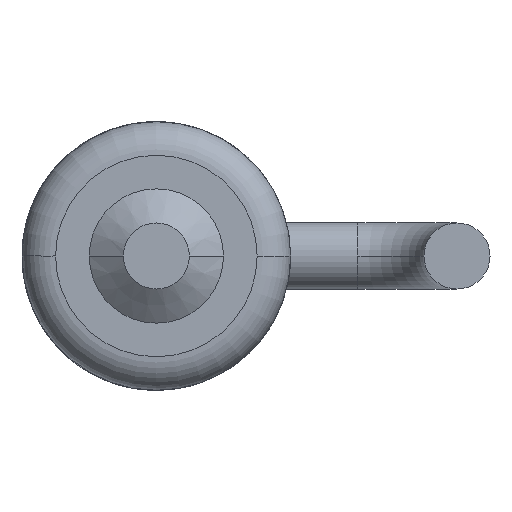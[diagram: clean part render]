
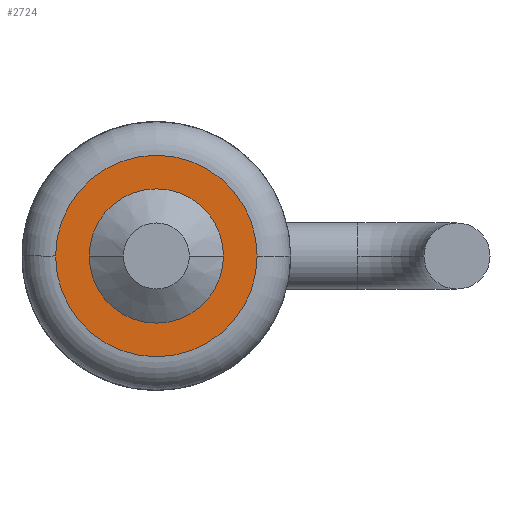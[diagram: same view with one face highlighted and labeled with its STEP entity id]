
A CAD part, front view. The second image highlights one B-rep face of the part: STEP entity #2724.
In plain terms, the highlighted planar face has unit normal (0, -1, 0).
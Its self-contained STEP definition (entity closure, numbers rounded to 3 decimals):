
#12 = CARTESIAN_POINT ( 'NONE',  ( 0., 1.21, 0. ) ) ;
#127 = CARTESIAN_POINT ( 'NONE',  ( 0.568, 1.21, 0. ) ) ;
#139 = DIRECTION ( 'NONE',  ( 0., -1., 0. ) ) ;
#195 = ORIENTED_EDGE ( 'NONE', *, *, #1212, .F. ) ;
#202 = DIRECTION ( 'NONE',  ( -1., 0., 0. ) ) ;
#214 = CARTESIAN_POINT ( 'NONE',  ( 0., 1.21, 0. ) ) ;
#251 = AXIS2_PLACEMENT_3D ( 'NONE', #2122, #139, #415 ) ;
#268 = CIRCLE ( 'NONE', #1993, 0.851 ) ;
#415 = DIRECTION ( 'NONE',  ( 1., 0., 0. ) ) ;
#554 = CARTESIAN_POINT ( 'NONE',  ( 0.851, 1.21, 0. ) ) ;
#597 = CIRCLE ( 'NONE', #3115, 0.851 ) ;
#701 = CIRCLE ( 'NONE', #1281, 0.568 ) ;
#808 = DIRECTION ( 'NONE',  ( 0., 1., 0. ) ) ;
#853 = AXIS2_PLACEMENT_3D ( 'NONE', #3247, #808, #202 ) ;
#965 = EDGE_CURVE ( 'NONE', #4144, #3690, #4352, .T. ) ;
#1212 = EDGE_CURVE ( 'NONE', #3690, #4144, #701, .T. ) ;
#1281 = AXIS2_PLACEMENT_3D ( 'NONE', #214, #2948, #2568 ) ;
#1344 = CARTESIAN_POINT ( 'NONE',  ( 0., 1.21, 0. ) ) ;
#1419 = CARTESIAN_POINT ( 'NONE',  ( -0.568, 1.21, 0. ) ) ;
#1477 = FACE_OUTER_BOUND ( 'NONE', #1672, .T. ) ;
#1527 = VERTEX_POINT ( 'NONE', #3522 ) ;
#1594 = EDGE_CURVE ( 'NONE', #1984, #1527, #268, .T. ) ;
#1628 = DIRECTION ( 'NONE',  ( 0., -1., 0. ) ) ;
#1672 = EDGE_LOOP ( 'NONE', ( #4433, #4175 ) ) ;
#1762 = DIRECTION ( 'NONE',  ( 1., 0., 0. ) ) ;
#1984 = VERTEX_POINT ( 'NONE', #554 ) ;
#1993 = AXIS2_PLACEMENT_3D ( 'NONE', #12, #2759, #1762 ) ;
#2046 = EDGE_LOOP ( 'NONE', ( #2284, #195 ) ) ;
#2081 = FACE_BOUND ( 'NONE', #2046, .T. ) ;
#2122 = CARTESIAN_POINT ( 'NONE',  ( 0., 1.21, 0. ) ) ;
#2284 = ORIENTED_EDGE ( 'NONE', *, *, #965, .F. ) ;
#2568 = DIRECTION ( 'NONE',  ( 1., 0., 0. ) ) ;
#2667 = DIRECTION ( 'NONE',  ( 1., 0., 0. ) ) ;
#2724 = ADVANCED_FACE ( 'NONE', ( #2081, #1477 ), #2835, .F. ) ;
#2759 = DIRECTION ( 'NONE',  ( 0., -1., 0. ) ) ;
#2835 = PLANE ( 'NONE',  #853 ) ;
#2948 = DIRECTION ( 'NONE',  ( 0., -1., 0. ) ) ;
#3115 = AXIS2_PLACEMENT_3D ( 'NONE', #1344, #1628, #2667 ) ;
#3247 = CARTESIAN_POINT ( 'NONE',  ( -0.851, 1.21, 0. ) ) ;
#3522 = CARTESIAN_POINT ( 'NONE',  ( -0.851, 1.21, 0. ) ) ;
#3690 = VERTEX_POINT ( 'NONE', #1419 ) ;
#4144 = VERTEX_POINT ( 'NONE', #127 ) ;
#4175 = ORIENTED_EDGE ( 'NONE', *, *, #4383, .T. ) ;
#4352 = CIRCLE ( 'NONE', #251, 0.568 ) ;
#4383 = EDGE_CURVE ( 'NONE', #1527, #1984, #597, .T. ) ;
#4433 = ORIENTED_EDGE ( 'NONE', *, *, #1594, .T. ) ;
